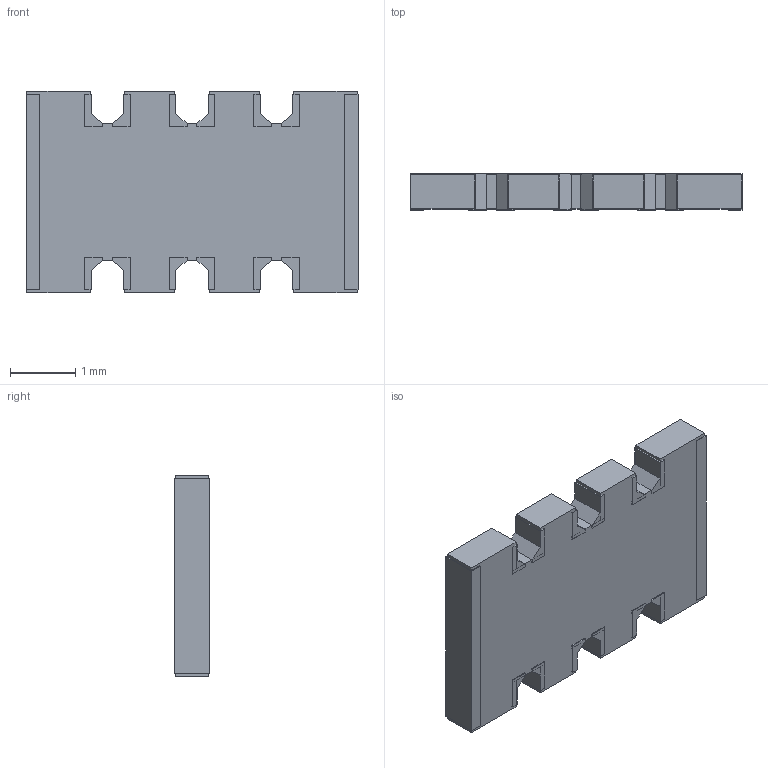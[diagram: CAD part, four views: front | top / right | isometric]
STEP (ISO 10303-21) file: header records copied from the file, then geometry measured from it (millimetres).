
FILE_DESCRIPTION(/* description */ (''),/* implementation_level */ '2;1');
FILE_NAME(/* name */ 'RAVF324D_stp.stp',/* time_stamp */ '2019-08-12T14:24:21-04:00',/* author */ ('mulla'),/* organization */ (''),/* preprocessor_version */ 'ST-DEVELOPER v16.1',/* originating_system */ 'Autodesk Inventor 2016',/* authorisation */ '');
FILE_SCHEMA (('AUTOMOTIVE_DESIGN { 1 0 10303 214 3 1 1 }'));
Length unit declared in the file: millimetre
Products named in the file (1): RAVF324D
Bounding box: 5.1 x 0.55 x 3.1 mm (x, y, z)
Volume: 8 mm3; surface area: 78.2 mm2
Topology: 16 solids, 16 shells, 176 faces, 420 edges, 276 vertices
Faces by surface type: plane 176
Entity records: 5138 total; most frequent: CARTESIAN_POINT 873, ORIENTED_EDGE 840, DIRECTION 774, LINE 420, VECTOR 420, EDGE_CURVE 420, VERTEX_POINT 276, AXIS2_PLACEMENT_3D 177
